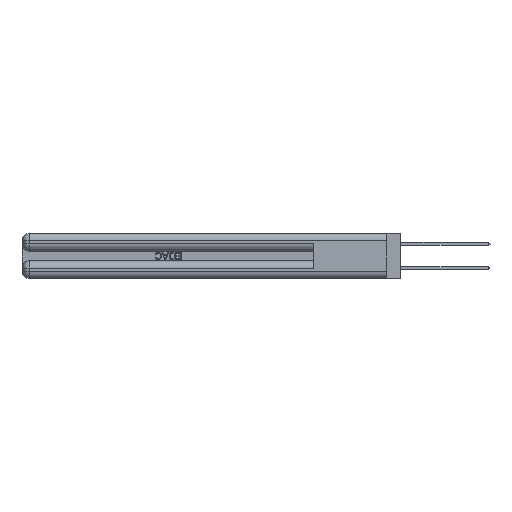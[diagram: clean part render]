
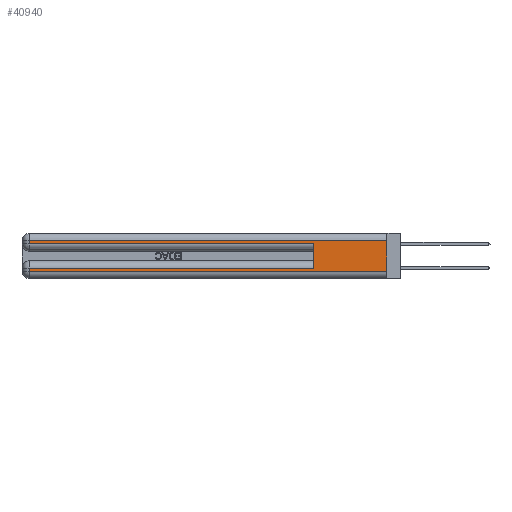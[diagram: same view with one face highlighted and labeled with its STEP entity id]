
A CAD part, left-side view. The second image highlights one B-rep face of the part: STEP entity #40940.
In plain terms, the highlighted planar face has unit normal (-1, 0, 0).
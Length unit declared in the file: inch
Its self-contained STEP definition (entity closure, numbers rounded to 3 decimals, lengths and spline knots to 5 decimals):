
#477 = CARTESIAN_POINT ( 'NONE',  ( 0., 0.6, 0.145 ) ) ;
#1574 = VERTEX_POINT ( 'NONE', #21063 ) ;
#2839 = CARTESIAN_POINT ( 'NONE',  ( 0., 0., 0.31 ) ) ;
#3159 = LINE ( 'NONE', #23481, #5134 ) ;
#3287 = EDGE_CURVE ( 'NONE', #37479, #29451, #42612, .T. ) ;
#3503 = CARTESIAN_POINT ( 'NONE',  ( 0., 0., 0.06 ) ) ;
#4099 = VECTOR ( 'NONE', #42205, 39.37008 ) ;
#4269 = EDGE_CURVE ( 'NONE', #29451, #44682, #45169, .T. ) ;
#4844 = CARTESIAN_POINT ( 'NONE',  ( 0., 0., 0.31 ) ) ;
#4976 = CARTESIAN_POINT ( 'NONE',  ( 0., 0.6, 0.085 ) ) ;
#5134 = VECTOR ( 'NONE', #45218, 39.37008 ) ;
#5174 = FACE_OUTER_BOUND ( 'NONE', #21018, .T. ) ;
#8725 = ORIENTED_EDGE ( 'NONE', *, *, #3287, .T. ) ;
#10479 = DIRECTION ( 'NONE',  ( 0., 1., 0. ) ) ;
#10704 = VERTEX_POINT ( 'NONE', #53039 ) ;
#10796 = DIRECTION ( 'NONE',  ( 1., 0., 0. ) ) ;
#12146 = CARTESIAN_POINT ( 'NONE',  ( 0., 0., 0.285 ) ) ;
#13040 = DIRECTION ( 'NONE',  ( 0., -1., 0. ) ) ;
#13157 = CARTESIAN_POINT ( 'NONE',  ( 0., 0., 0.085 ) ) ;
#13667 = AXIS2_PLACEMENT_3D ( 'NONE', #26824, #10796, #39814 ) ;
#14416 = CARTESIAN_POINT ( 'NONE',  ( 0., 2.94, 0.31 ) ) ;
#18636 = LINE ( 'NONE', #477, #50399 ) ;
#19087 = LINE ( 'NONE', #13157, #4099 ) ;
#19743 = ORIENTED_EDGE ( 'NONE', *, *, #4269, .T. ) ;
#20487 = CARTESIAN_POINT ( 'NONE',  ( 0., 2.94, 0.37 ) ) ;
#21018 = EDGE_LOOP ( 'NONE', ( #33818, #8725, #19743, #31394, #23263, #51448, #39658, #30545 ) ) ;
#21063 = CARTESIAN_POINT ( 'NONE',  ( 0., 0.6, 0.285 ) ) ;
#22094 = LINE ( 'NONE', #20487, #49305 ) ;
#22315 = VERTEX_POINT ( 'NONE', #3503 ) ;
#23263 = ORIENTED_EDGE ( 'NONE', *, *, #25578, .F. ) ;
#23481 = CARTESIAN_POINT ( 'NONE',  ( 0., 0., 0.37 ) ) ;
#24664 = DIRECTION ( 'NONE',  ( 0., 0., -1. ) ) ;
#25578 = EDGE_CURVE ( 'NONE', #39842, #1574, #18636, .T. ) ;
#26824 = CARTESIAN_POINT ( 'NONE',  ( 0., 0., 0.37 ) ) ;
#27862 = VERTEX_POINT ( 'NONE', #38390 ) ;
#29073 = EDGE_CURVE ( 'NONE', #10704, #27862, #22094, .T. ) ;
#29366 = DIRECTION ( 'NONE',  ( 0., 0., 1. ) ) ;
#29451 = VERTEX_POINT ( 'NONE', #14416 ) ;
#30545 = ORIENTED_EDGE ( 'NONE', *, *, #33074, .T. ) ;
#30977 = VECTOR ( 'NONE', #13040, 39.37008 ) ;
#31394 = ORIENTED_EDGE ( 'NONE', *, *, #51451, .T. ) ;
#32806 = VECTOR ( 'NONE', #50945, 39.37008 ) ;
#33074 = EDGE_CURVE ( 'NONE', #27862, #22315, #50728, .T. ) ;
#33727 = CARTESIAN_POINT ( 'NONE',  ( 0., 2.94, 0.37 ) ) ;
#33818 = ORIENTED_EDGE ( 'NONE', *, *, #35026, .F. ) ;
#35026 = EDGE_CURVE ( 'NONE', #37479, #22315, #3159, .T. ) ;
#35668 = PLANE ( 'NONE',  #13667 ) ;
#36427 = VECTOR ( 'NONE', #37600, 39.37008 ) ;
#37479 = VERTEX_POINT ( 'NONE', #4844 ) ;
#37600 = DIRECTION ( 'NONE',  ( 0., -1., 0. ) ) ;
#38061 = VECTOR ( 'NONE', #10479, 39.37008 ) ;
#38390 = CARTESIAN_POINT ( 'NONE',  ( 0., 2.94, 0.06 ) ) ;
#39658 = ORIENTED_EDGE ( 'NONE', *, *, #29073, .T. ) ;
#39814 = DIRECTION ( 'NONE',  ( 0., 0., -1. ) ) ;
#39842 = VERTEX_POINT ( 'NONE', #4976 ) ;
#40314 = CARTESIAN_POINT ( 'NONE',  ( 0., 2.94, 0.285 ) ) ;
#40940 = ADVANCED_FACE ( 'NONE', ( #5174 ), #35668, .F. ) ;
#42205 = DIRECTION ( 'NONE',  ( 0., 1., 0. ) ) ;
#42612 = LINE ( 'NONE', #2839, #38061 ) ;
#44682 = VERTEX_POINT ( 'NONE', #40314 ) ;
#45169 = LINE ( 'NONE', #33727, #32806 ) ;
#45218 = DIRECTION ( 'NONE',  ( 0., 0., -1. ) ) ;
#45646 = CARTESIAN_POINT ( 'NONE',  ( 0., 0., 0.06 ) ) ;
#49104 = LINE ( 'NONE', #12146, #30977 ) ;
#49305 = VECTOR ( 'NONE', #24664, 39.37008 ) ;
#50399 = VECTOR ( 'NONE', #29366, 39.37008 ) ;
#50728 = LINE ( 'NONE', #45646, #36427 ) ;
#50945 = DIRECTION ( 'NONE',  ( 0., 0., -1. ) ) ;
#51448 = ORIENTED_EDGE ( 'NONE', *, *, #52138, .T. ) ;
#51451 = EDGE_CURVE ( 'NONE', #44682, #1574, #49104, .T. ) ;
#52138 = EDGE_CURVE ( 'NONE', #39842, #10704, #19087, .T. ) ;
#53039 = CARTESIAN_POINT ( 'NONE',  ( 0., 2.94, 0.085 ) ) ;
